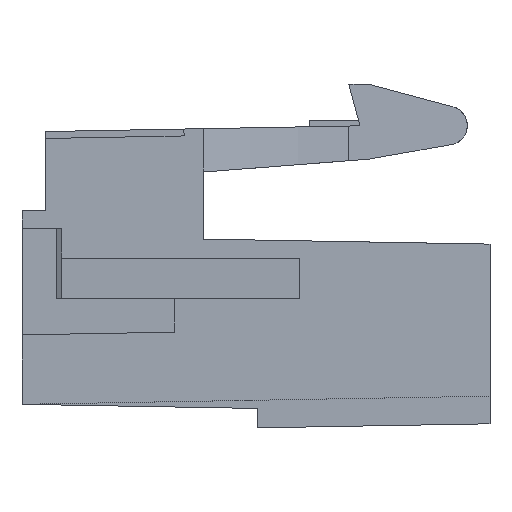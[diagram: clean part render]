
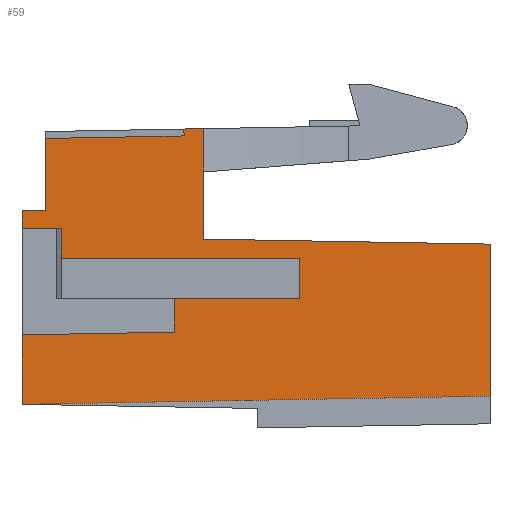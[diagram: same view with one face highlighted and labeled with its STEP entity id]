
A CAD part, left-side view. The second image highlights one B-rep face of the part: STEP entity #59.
In plain terms, the highlighted planar face has unit normal (-1, -0.018, 0).
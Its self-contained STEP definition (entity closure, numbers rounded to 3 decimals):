
#59=ADVANCED_FACE('',(#224),#144,.T.);
#144=PLANE('',#1795);
#224=FACE_OUTER_BOUND('',#311,.T.);
#311=EDGE_LOOP('',(#462,#463,#464,#465,#466,#467,#468,#469,#470,#471,#472,
#473,#474,#475,#476,#477,#478,#479,#480));
#462=ORIENTED_EDGE('',*,*,#1117,.F.);
#463=ORIENTED_EDGE('',*,*,#1066,.F.);
#464=ORIENTED_EDGE('',*,*,#1118,.F.);
#465=ORIENTED_EDGE('',*,*,#1092,.T.);
#466=ORIENTED_EDGE('',*,*,#1119,.F.);
#467=ORIENTED_EDGE('',*,*,#1120,.T.);
#468=ORIENTED_EDGE('',*,*,#1055,.F.);
#469=ORIENTED_EDGE('',*,*,#1121,.F.);
#470=ORIENTED_EDGE('',*,*,#1122,.F.);
#471=ORIENTED_EDGE('',*,*,#1123,.F.);
#472=ORIENTED_EDGE('',*,*,#1124,.F.);
#473=ORIENTED_EDGE('',*,*,#1088,.T.);
#474=ORIENTED_EDGE('',*,*,#1051,.T.);
#475=ORIENTED_EDGE('',*,*,#1125,.T.);
#476=ORIENTED_EDGE('',*,*,#1126,.F.);
#477=ORIENTED_EDGE('',*,*,#1127,.T.);
#478=ORIENTED_EDGE('',*,*,#1128,.T.);
#479=ORIENTED_EDGE('',*,*,#1078,.T.);
#480=ORIENTED_EDGE('',*,*,#1129,.T.);
#888=VERTEX_POINT('',#2312);
#889=VERTEX_POINT('',#2314);
#892=VERTEX_POINT('',#2321);
#893=VERTEX_POINT('',#2323);
#903=VERTEX_POINT('',#2345);
#904=VERTEX_POINT('',#2347);
#913=VERTEX_POINT('',#2369);
#914=VERTEX_POINT('',#2371);
#922=VERTEX_POINT('',#2390);
#925=VERTEX_POINT('',#2396);
#926=VERTEX_POINT('',#2398);
#945=VERTEX_POINT('',#2446);
#946=VERTEX_POINT('',#2449);
#947=VERTEX_POINT('',#2452);
#948=VERTEX_POINT('',#2454);
#949=VERTEX_POINT('',#2456);
#950=VERTEX_POINT('',#2459);
#951=VERTEX_POINT('',#2461);
#952=VERTEX_POINT('',#2463);
#1051=EDGE_CURVE('',#889,#888,#1301,.T.);
#1055=EDGE_CURVE('',#892,#893,#1305,.T.);
#1066=EDGE_CURVE('',#903,#904,#1316,.T.);
#1078=EDGE_CURVE('',#914,#913,#1328,.T.);
#1088=EDGE_CURVE('',#922,#889,#1337,.T.);
#1092=EDGE_CURVE('',#926,#925,#1341,.T.);
#1117=EDGE_CURVE('',#904,#945,#1366,.T.);
#1118=EDGE_CURVE('',#926,#903,#1367,.T.);
#1119=EDGE_CURVE('',#946,#925,#1368,.T.);
#1120=EDGE_CURVE('',#946,#893,#1369,.T.);
#1121=EDGE_CURVE('',#947,#892,#1370,.T.);
#1122=EDGE_CURVE('',#948,#947,#1371,.T.);
#1123=EDGE_CURVE('',#949,#948,#1372,.T.);
#1124=EDGE_CURVE('',#922,#949,#1373,.T.);
#1125=EDGE_CURVE('',#888,#950,#1374,.T.);
#1126=EDGE_CURVE('',#951,#950,#1375,.T.);
#1127=EDGE_CURVE('',#951,#952,#1376,.T.);
#1128=EDGE_CURVE('',#952,#914,#1377,.T.);
#1129=EDGE_CURVE('',#913,#945,#1378,.T.);
#1301=LINE('',#2313,#1543);
#1305=LINE('',#2322,#1547);
#1316=LINE('',#2346,#1558);
#1328=LINE('',#2370,#1570);
#1337=LINE('',#2389,#1579);
#1341=LINE('',#2397,#1583);
#1366=LINE('',#2445,#1608);
#1367=LINE('',#2447,#1609);
#1368=LINE('',#2448,#1610);
#1369=LINE('',#2450,#1611);
#1370=LINE('',#2451,#1612);
#1371=LINE('',#2453,#1613);
#1372=LINE('',#2455,#1614);
#1373=LINE('',#2457,#1615);
#1374=LINE('',#2458,#1616);
#1375=LINE('',#2460,#1617);
#1376=LINE('',#2462,#1618);
#1377=LINE('',#2464,#1619);
#1378=LINE('',#2465,#1620);
#1543=VECTOR('',#1881,1.);
#1547=VECTOR('',#1887,1.);
#1558=VECTOR('',#1902,1.);
#1570=VECTOR('',#1918,1.);
#1579=VECTOR('',#1931,1.);
#1583=VECTOR('',#1935,1.);
#1608=VECTOR('',#1968,1.);
#1609=VECTOR('',#1969,1.);
#1610=VECTOR('',#1970,1.);
#1611=VECTOR('',#1971,1.);
#1612=VECTOR('',#1972,1.);
#1613=VECTOR('',#1973,1.);
#1614=VECTOR('',#1974,1.);
#1615=VECTOR('',#1975,1.);
#1616=VECTOR('',#1976,1.);
#1617=VECTOR('',#1977,1.);
#1618=VECTOR('',#1978,1.);
#1619=VECTOR('',#1979,1.);
#1620=VECTOR('',#1980,1.);
#1795=AXIS2_PLACEMENT_3D('',#2466,#1981,#1982);
#1881=DIRECTION('',(0.018,-1.,0.017));
#1887=DIRECTION('',(-0.018,1.,0.));
#1902=DIRECTION('',(0.,0.,1.));
#1918=DIRECTION('',(-0.018,1.,-0.018));
#1931=DIRECTION('',(0.,0.,-1.));
#1935=DIRECTION('',(0.,0.,-1.));
#1968=DIRECTION('',(0.018,-1.,0.018));
#1969=DIRECTION('',(0.018,-1.,0.));
#1970=DIRECTION('',(-0.018,1.,0.));
#1971=DIRECTION('',(0.,0.,-1.));
#1972=DIRECTION('',(0.,0.,1.));
#1973=DIRECTION('',(0.018,-1.,0.));
#1974=DIRECTION('',(0.,0.,1.));
#1975=DIRECTION('',(0.018,-1.,0.017));
#1976=DIRECTION('',(0.,0.,1.));
#1977=DIRECTION('',(0.018,-1.,-0.017));
#1978=DIRECTION('',(0.,0.,1.));
#1979=DIRECTION('',(0.,0.,1.));
#1980=DIRECTION('',(0.,-0.018,-1.));
#1981=DIRECTION('',(-1.,-0.018,0.));
#1982=DIRECTION('',(0.018,-1.,0.));
#2312=CARTESIAN_POINT('',(-3.45,0.,-5.5));
#2313=CARTESIAN_POINT('',(-3.449,-0.05,-5.499));
#2314=CARTESIAN_POINT('',(-3.871,23.7,-5.914));
#2321=CARTESIAN_POINT('',(-3.622,9.65,1.49));
#2322=CARTESIAN_POINT('',(-3.871,23.668,1.49));
#2323=CARTESIAN_POINT('',(-3.836,21.697,1.49));
#2345=CARTESIAN_POINT('',(-3.85,22.5,3.9));
#2346=CARTESIAN_POINT('',(-3.85,22.5,1.64));
#2347=CARTESIAN_POINT('',(-3.85,22.5,7.55));
#2369=CARTESIAN_POINT('',(-3.726,15.5,8.028));
#2370=CARTESIAN_POINT('',(-3.454,0.199,8.306));
#2371=CARTESIAN_POINT('',(-3.708,14.5,8.046));
#2389=CARTESIAN_POINT('',(-3.871,23.7,-2.63));
#2390=CARTESIAN_POINT('',(-3.871,23.7,-2.394));
#2396=CARTESIAN_POINT('',(-3.871,23.7,2.99));
#2397=CARTESIAN_POINT('',(-3.871,23.7,-2.63));
#2398=CARTESIAN_POINT('',(-3.871,23.7,3.9));
#2445=CARTESIAN_POINT('',(-3.85,22.5,7.55));
#2446=CARTESIAN_POINT('',(-3.725,15.494,7.678));
#2447=CARTESIAN_POINT('',(-3.869,23.569,3.9));
#2448=CARTESIAN_POINT('',(-3.45,0.,2.99));
#2449=CARTESIAN_POINT('',(-3.836,21.697,2.99));
#2450=CARTESIAN_POINT('',(-3.836,21.697,-0.56));
#2451=CARTESIAN_POINT('',(-3.622,9.65,-2.63));
#2452=CARTESIAN_POINT('',(-3.622,9.65,-0.56));
#2453=CARTESIAN_POINT('',(-3.871,23.693,-0.56));
#2454=CARTESIAN_POINT('',(-3.734,16.,-0.56));
#2455=CARTESIAN_POINT('',(-3.734,16.,-2.63));
#2456=CARTESIAN_POINT('',(-3.734,16.,-2.26));
#2457=CARTESIAN_POINT('',(-3.45,0.011,-1.981));
#2458=CARTESIAN_POINT('',(-3.45,0.,-2.63));
#2459=CARTESIAN_POINT('',(-3.45,0.,2.2));
#2460=CARTESIAN_POINT('',(-3.449,-0.084,2.199));
#2461=CARTESIAN_POINT('',(-3.708,14.5,2.453));
#2462=CARTESIAN_POINT('',(-3.708,14.5,-2.63));
#2463=CARTESIAN_POINT('',(-3.708,14.5,5.85));
#2464=CARTESIAN_POINT('',(-3.708,14.5,5.3));
#2465=CARTESIAN_POINT('',(-3.725,15.494,7.678));
#2466=CARTESIAN_POINT('',(-3.45,0.,-2.63));
